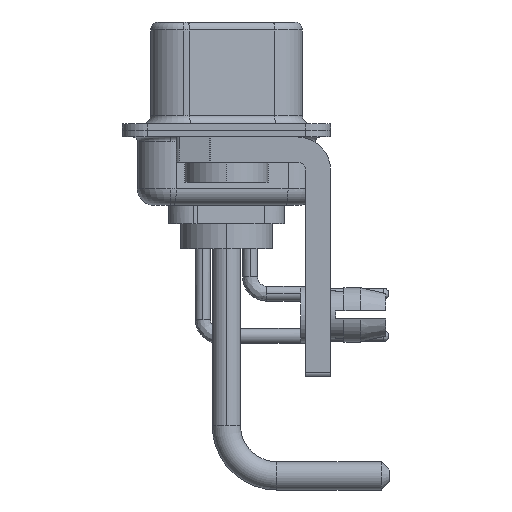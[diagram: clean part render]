
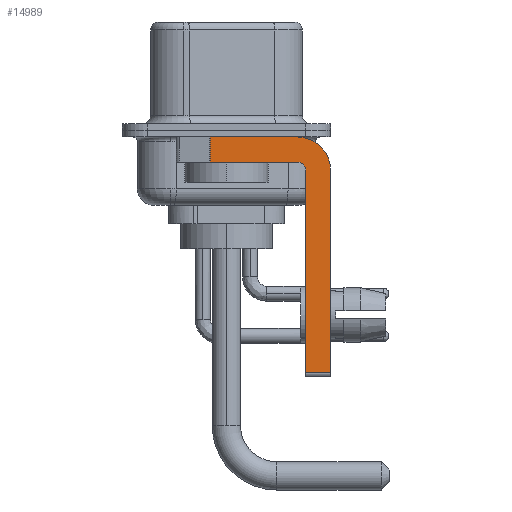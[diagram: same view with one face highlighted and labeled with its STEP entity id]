
A CAD part, left-side view. The second image highlights one B-rep face of the part: STEP entity #14989.
In plain terms, the highlighted planar face has unit normal (-1, 0, 0).
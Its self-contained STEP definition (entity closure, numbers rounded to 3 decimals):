
#425 = VERTEX_POINT ( 'NONE', #28598 ) ;
#1023 = CARTESIAN_POINT ( 'NONE',  ( -2.9, -4.25, -14.55 ) ) ;
#2672 = AXIS2_PLACEMENT_3D ( 'NONE', #17275, #7843, #14796 ) ;
#2801 = CARTESIAN_POINT ( 'NONE',  ( -2.9, -4.25, -2.4 ) ) ;
#3243 = FACE_OUTER_BOUND ( 'NONE', #22897, .T. ) ;
#3499 = VECTOR ( 'NONE', #13942, 1000. ) ;
#3749 = ORIENTED_EDGE ( 'NONE', *, *, #18585, .T. ) ;
#3967 = ORIENTED_EDGE ( 'NONE', *, *, #25008, .F. ) ;
#4716 = LINE ( 'NONE', #1023, #26891 ) ;
#4998 = EDGE_CURVE ( 'NONE', #14404, #20901, #6466, .T. ) ;
#5169 = DIRECTION ( 'NONE',  ( 0., 0., -1. ) ) ;
#5384 = DIRECTION ( 'NONE',  ( 0., 1., 0. ) ) ;
#5574 = CARTESIAN_POINT ( 'NONE',  ( -2.9, -4.75, -2.4 ) ) ;
#5685 = VERTEX_POINT ( 'NONE', #13084 ) ;
#6398 = CARTESIAN_POINT ( 'NONE',  ( -2.9, -4.75, -14.8 ) ) ;
#6466 = LINE ( 'NONE', #25280, #29031 ) ;
#6738 = CARTESIAN_POINT ( 'NONE',  ( -2.9, 0.978, -1.9 ) ) ;
#7099 = DIRECTION ( 'NONE',  ( 0., 0., 1. ) ) ;
#7843 = DIRECTION ( 'NONE',  ( 1., 0., 0. ) ) ;
#9459 = VERTEX_POINT ( 'NONE', #9646 ) ;
#9646 = CARTESIAN_POINT ( 'NONE',  ( -2.9, -4.25, -1.9 ) ) ;
#9691 = VERTEX_POINT ( 'NONE', #5574 ) ;
#9718 = DIRECTION ( 'NONE',  ( -1., 0., 0. ) ) ;
#11083 = DIRECTION ( 'NONE',  ( 0., -1., 0. ) ) ;
#12987 = ORIENTED_EDGE ( 'NONE', *, *, #4998, .F. ) ;
#13084 = CARTESIAN_POINT ( 'NONE',  ( -2.9, -4.75, -14.55 ) ) ;
#13863 = EDGE_CURVE ( 'NONE', #20901, #425, #27680, .T. ) ;
#13942 = DIRECTION ( 'NONE',  ( 0., 0., 1. ) ) ;
#14107 = AXIS2_PLACEMENT_3D ( 'NONE', #2801, #9718, #7099 ) ;
#14404 = VERTEX_POINT ( 'NONE', #19160 ) ;
#14472 = LINE ( 'NONE', #19097, #22743 ) ;
#14796 = DIRECTION ( 'NONE',  ( 0., 0., -1. ) ) ;
#14989 = ADVANCED_FACE ( 'NONE', ( #3243 ), #21901, .F. ) ;
#15194 = DIRECTION ( 'NONE',  ( 0., -1., 0. ) ) ;
#15241 = LINE ( 'NONE', #24208, #19921 ) ;
#15620 = CIRCLE ( 'NONE', #14107, 0.5 ) ;
#15648 = ORIENTED_EDGE ( 'NONE', *, *, #30354, .F. ) ;
#17275 = CARTESIAN_POINT ( 'NONE',  ( -2.9, -4.25, -2.4 ) ) ;
#17394 = EDGE_CURVE ( 'NONE', #9459, #27801, #15241, .T. ) ;
#17403 = DIRECTION ( 'NONE',  ( 0., 0., -1. ) ) ;
#18585 = EDGE_CURVE ( 'NONE', #5685, #22043, #4716, .T. ) ;
#19097 = CARTESIAN_POINT ( 'NONE',  ( -2.9, -6.25, -2.4 ) ) ;
#19160 = CARTESIAN_POINT ( 'NONE',  ( -2.9, 0.978, -0.4 ) ) ;
#19195 = CARTESIAN_POINT ( 'NONE',  ( -2.9, -4.25, -2.4 ) ) ;
#19359 = DIRECTION ( 'NONE',  ( 1., 0., 0. ) ) ;
#19921 = VECTOR ( 'NONE', #5384, 1000. ) ;
#20881 = ORIENTED_EDGE ( 'NONE', *, *, #23620, .F. ) ;
#20901 = VERTEX_POINT ( 'NONE', #23704 ) ;
#21901 = PLANE ( 'NONE',  #2672 ) ;
#22043 = VERTEX_POINT ( 'NONE', #24095 ) ;
#22743 = VECTOR ( 'NONE', #17403, 1000. ) ;
#22897 = EDGE_LOOP ( 'NONE', ( #12987, #28997, #23552, #3967, #15648, #3749, #20881, #26000 ) ) ;
#23552 = ORIENTED_EDGE ( 'NONE', *, *, #17394, .F. ) ;
#23620 = EDGE_CURVE ( 'NONE', #425, #22043, #14472, .T. ) ;
#23704 = CARTESIAN_POINT ( 'NONE',  ( -2.9, -4.25, -0.4 ) ) ;
#24095 = CARTESIAN_POINT ( 'NONE',  ( -2.9, -6.25, -14.55 ) ) ;
#24208 = CARTESIAN_POINT ( 'NONE',  ( -2.9, -4.25, -1.9 ) ) ;
#25008 = EDGE_CURVE ( 'NONE', #9691, #9459, #15620, .T. ) ;
#25280 = CARTESIAN_POINT ( 'NONE',  ( -2.9, 3., -0.4 ) ) ;
#25513 = VECTOR ( 'NONE', #25875, 1000. ) ;
#25875 = DIRECTION ( 'NONE',  ( 0., 0., -1. ) ) ;
#26000 = ORIENTED_EDGE ( 'NONE', *, *, #13863, .F. ) ;
#26182 = CARTESIAN_POINT ( 'NONE',  ( -2.9, 0.978, -1.9 ) ) ;
#26891 = VECTOR ( 'NONE', #15194, 1000. ) ;
#27522 = LINE ( 'NONE', #6398, #3499 ) ;
#27680 = CIRCLE ( 'NONE', #28697, 2. ) ;
#27801 = VERTEX_POINT ( 'NONE', #6738 ) ;
#27879 = EDGE_CURVE ( 'NONE', #14404, #27801, #28499, .T. ) ;
#28499 = LINE ( 'NONE', #26182, #25513 ) ;
#28598 = CARTESIAN_POINT ( 'NONE',  ( -2.9, -6.25, -2.4 ) ) ;
#28697 = AXIS2_PLACEMENT_3D ( 'NONE', #19195, #19359, #5169 ) ;
#28997 = ORIENTED_EDGE ( 'NONE', *, *, #27879, .T. ) ;
#29031 = VECTOR ( 'NONE', #11083, 1000. ) ;
#30354 = EDGE_CURVE ( 'NONE', #5685, #9691, #27522, .T. ) ;
